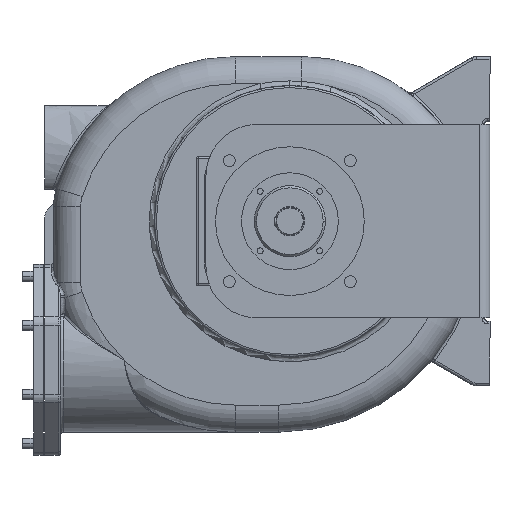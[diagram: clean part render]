
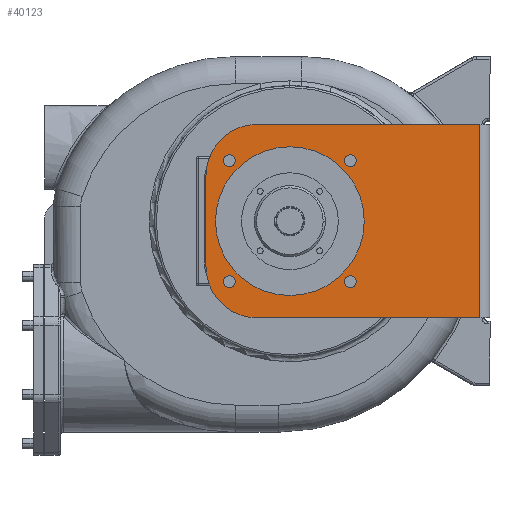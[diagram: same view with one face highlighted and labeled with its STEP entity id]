
A CAD part, left-side view. The second image highlights one B-rep face of the part: STEP entity #40123.
In plain terms, the highlighted planar face has unit normal (-1, 0, 0).
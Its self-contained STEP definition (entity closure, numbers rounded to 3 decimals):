
#16090=DIRECTION('',(0.,0.,1.));
#16091=VECTOR('',#16090,300.);
#16092=CARTESIAN_POINT('',(-572.,16.,-150.));
#16093=LINE('',#16092,#16091);
#16269=CARTESIAN_POINT('',(-572.,360.,-70.));
#16270=DIRECTION('',(1.,0.,0.));
#16271=DIRECTION('',(0.,0.,-1.));
#16272=AXIS2_PLACEMENT_3D('',#16269,#16270,#16271);
#16274=DIRECTION('',(0.,0.,1.));
#16275=VECTOR('',#16274,140.);
#16276=CARTESIAN_POINT('',(-572.,440.,-70.));
#16277=LINE('',#16276,#16275);
#16278=CARTESIAN_POINT('',(-572.,360.,70.));
#16279=DIRECTION('',(1.,0.,0.));
#16280=DIRECTION('',(0.,1.,0.));
#16281=AXIS2_PLACEMENT_3D('',#16278,#16279,#16280);
#16283=DIRECTION('',(0.,-1.,0.));
#16284=VECTOR('',#16283,344.);
#16285=CARTESIAN_POINT('',(-572.,360.,150.));
#16286=LINE('',#16285,#16284);
#16287=DIRECTION('',(0.,1.,0.));
#16288=VECTOR('',#16287,344.);
#16289=CARTESIAN_POINT('',(-572.,16.,-150.));
#16290=LINE('',#16289,#16288);
#16291=CARTESIAN_POINT('',(-572.,310.,0.));
#16292=DIRECTION('',(-1.,0.,0.));
#16293=DIRECTION('',(0.,-1.,0.));
#16294=AXIS2_PLACEMENT_3D('',#16291,#16292,#16293);
#16296=CARTESIAN_POINT('',(-572.,310.,0.));
#16297=DIRECTION('',(-1.,0.,0.));
#16298=DIRECTION('',(0.,1.,0.));
#16299=AXIS2_PLACEMENT_3D('',#16296,#16297,#16298);
#16301=CARTESIAN_POINT('',(-572.,403.692,-93.692));
#16302=DIRECTION('',(-1.,0.,0.));
#16303=DIRECTION('',(0.,-1.,0.));
#16304=AXIS2_PLACEMENT_3D('',#16301,#16302,#16303);
#16306=CARTESIAN_POINT('',(-572.,403.692,-93.692));
#16307=DIRECTION('',(-1.,0.,0.));
#16308=DIRECTION('',(0.,1.,0.));
#16309=AXIS2_PLACEMENT_3D('',#16306,#16307,#16308);
#16311=CARTESIAN_POINT('',(-572.,216.308,-93.692));
#16312=DIRECTION('',(-1.,0.,0.));
#16313=DIRECTION('',(0.,0.,1.));
#16314=AXIS2_PLACEMENT_3D('',#16311,#16312,#16313);
#16316=CARTESIAN_POINT('',(-572.,216.308,-93.692));
#16317=DIRECTION('',(-1.,0.,0.));
#16318=DIRECTION('',(0.,0.,-1.));
#16319=AXIS2_PLACEMENT_3D('',#16316,#16317,#16318);
#16321=CARTESIAN_POINT('',(-572.,216.308,93.692));
#16322=DIRECTION('',(-1.,0.,0.));
#16323=DIRECTION('',(0.,1.,0.));
#16324=AXIS2_PLACEMENT_3D('',#16321,#16322,#16323);
#16326=CARTESIAN_POINT('',(-572.,216.308,93.692));
#16327=DIRECTION('',(-1.,0.,0.));
#16328=DIRECTION('',(0.,-1.,0.));
#16329=AXIS2_PLACEMENT_3D('',#16326,#16327,#16328);
#16331=CARTESIAN_POINT('',(-572.,403.692,93.692));
#16332=DIRECTION('',(-1.,0.,0.));
#16333=DIRECTION('',(0.,0.,-1.));
#16334=AXIS2_PLACEMENT_3D('',#16331,#16332,#16333);
#16336=CARTESIAN_POINT('',(-572.,403.692,93.692));
#16337=DIRECTION('',(-1.,0.,0.));
#16338=DIRECTION('',(0.,0.,1.));
#16339=AXIS2_PLACEMENT_3D('',#16336,#16337,#16338);
#24307=CARTESIAN_POINT('',(-572.,360.,-150.));
#24309=VERTEX_POINT('',#24307);
#24310=CARTESIAN_POINT('',(-572.,194.8,0.));
#24311=CARTESIAN_POINT('',(-572.,425.2,0.));
#24312=VERTEX_POINT('',#24310);
#24313=VERTEX_POINT('',#24311);
#24318=CARTESIAN_POINT('',(-572.,16.,-150.));
#24319=VERTEX_POINT('',#24318);
#24320=CARTESIAN_POINT('',(-572.,16.,150.));
#24321=VERTEX_POINT('',#24320);
#24322=CARTESIAN_POINT('',(-572.,360.,150.));
#24323=VERTEX_POINT('',#24322);
#24370=CARTESIAN_POINT('',(-572.,440.,-70.));
#24371=VERTEX_POINT('',#24370);
#24372=CARTESIAN_POINT('',(-572.,440.,70.));
#24373=VERTEX_POINT('',#24372);
#24374=CARTESIAN_POINT('',(-572.,394.692,-93.692));
#24375=CARTESIAN_POINT('',(-572.,412.692,-93.692));
#24376=VERTEX_POINT('',#24374);
#24377=VERTEX_POINT('',#24375);
#24378=CARTESIAN_POINT('',(-572.,216.308,-84.692));
#24379=CARTESIAN_POINT('',(-572.,216.308,-102.692));
#24380=VERTEX_POINT('',#24378);
#24381=VERTEX_POINT('',#24379);
#24382=CARTESIAN_POINT('',(-572.,225.308,93.692));
#24383=CARTESIAN_POINT('',(-572.,207.308,93.692));
#24384=VERTEX_POINT('',#24382);
#24385=VERTEX_POINT('',#24383);
#24386=CARTESIAN_POINT('',(-572.,403.692,84.692));
#24387=CARTESIAN_POINT('',(-572.,403.692,102.692));
#24388=VERTEX_POINT('',#24386);
#24389=VERTEX_POINT('',#24387);
#40080=CARTESIAN_POINT('',(-572.,310.,0.));
#40081=DIRECTION('',(1.,0.,0.));
#40082=DIRECTION('',(0.,0.,-1.));
#40083=AXIS2_PLACEMENT_3D('',#40080,#40081,#40082);
#40084=PLANE('',#40083);
#40085=ORIENTED_EDGE('',*,*,#40074,.T.);
#40086=ORIENTED_EDGE('',*,*,#39815,.T.);
#40087=ORIENTED_EDGE('',*,*,#39833,.T.);
#40088=ORIENTED_EDGE('',*,*,#39847,.T.);
#40089=ORIENTED_EDGE('',*,*,#39877,.F.);
#40090=ORIENTED_EDGE('',*,*,#40061,.T.);
#40091=EDGE_LOOP('',(#40085,#40086,#40087,#40088,#40089,#40090));
#40092=FACE_OUTER_BOUND('',#40091,.F.);
#40094=ORIENTED_EDGE('',*,*,#40093,.T.);
#40096=ORIENTED_EDGE('',*,*,#40095,.T.);
#40097=EDGE_LOOP('',(#40094,#40096));
#40098=FACE_BOUND('',#40097,.F.);
#40100=ORIENTED_EDGE('',*,*,#40099,.T.);
#40102=ORIENTED_EDGE('',*,*,#40101,.T.);
#40103=EDGE_LOOP('',(#40100,#40102));
#40104=FACE_BOUND('',#40103,.F.);
#40106=ORIENTED_EDGE('',*,*,#40105,.T.);
#40108=ORIENTED_EDGE('',*,*,#40107,.T.);
#40109=EDGE_LOOP('',(#40106,#40108));
#40110=FACE_BOUND('',#40109,.F.);
#40112=ORIENTED_EDGE('',*,*,#40111,.T.);
#40114=ORIENTED_EDGE('',*,*,#40113,.T.);
#40115=EDGE_LOOP('',(#40112,#40114));
#40116=FACE_BOUND('',#40115,.F.);
#40118=ORIENTED_EDGE('',*,*,#40117,.T.);
#40120=ORIENTED_EDGE('',*,*,#40119,.T.);
#40121=EDGE_LOOP('',(#40118,#40120));
#40122=FACE_BOUND('',#40121,.F.);
#40123=ADVANCED_FACE('',(#40092,#40098,#40104,#40110,#40116,#40122),#40084,.F.);
#16273=CIRCLE('',#16272,80.);
#16282=CIRCLE('',#16281,80.);
#16295=CIRCLE('',#16294,115.2);
#16300=CIRCLE('',#16299,115.2);
#16305=CIRCLE('',#16304,9.);
#16310=CIRCLE('',#16309,9.);
#16315=CIRCLE('',#16314,9.);
#16320=CIRCLE('',#16319,9.);
#16325=CIRCLE('',#16324,9.);
#16330=CIRCLE('',#16329,9.);
#16335=CIRCLE('',#16334,9.);
#16340=CIRCLE('',#16339,9.);
#39815=EDGE_CURVE('',#24371,#24373,#16277,.T.);
#39833=EDGE_CURVE('',#24373,#24323,#16282,.T.);
#39847=EDGE_CURVE('',#24323,#24321,#16286,.T.);
#39877=EDGE_CURVE('',#24319,#24321,#16093,.T.);
#40061=EDGE_CURVE('',#24319,#24309,#16290,.T.);
#40074=EDGE_CURVE('',#24309,#24371,#16273,.T.);
#40093=EDGE_CURVE('',#24312,#24313,#16295,.T.);
#40095=EDGE_CURVE('',#24313,#24312,#16300,.T.);
#40099=EDGE_CURVE('',#24376,#24377,#16305,.T.);
#40101=EDGE_CURVE('',#24377,#24376,#16310,.T.);
#40105=EDGE_CURVE('',#24380,#24381,#16315,.T.);
#40107=EDGE_CURVE('',#24381,#24380,#16320,.T.);
#40111=EDGE_CURVE('',#24384,#24385,#16325,.T.);
#40113=EDGE_CURVE('',#24385,#24384,#16330,.T.);
#40117=EDGE_CURVE('',#24388,#24389,#16335,.T.);
#40119=EDGE_CURVE('',#24389,#24388,#16340,.T.);
